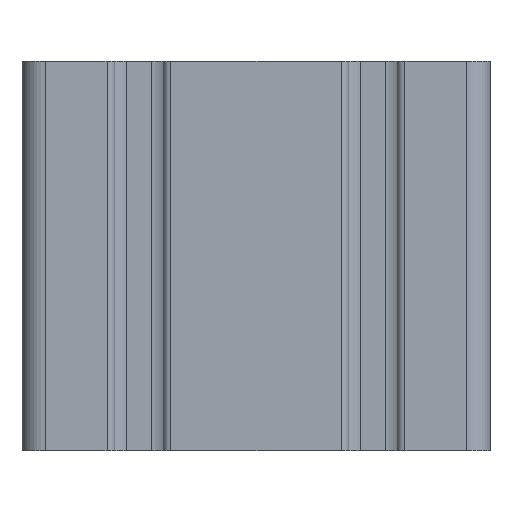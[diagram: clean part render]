
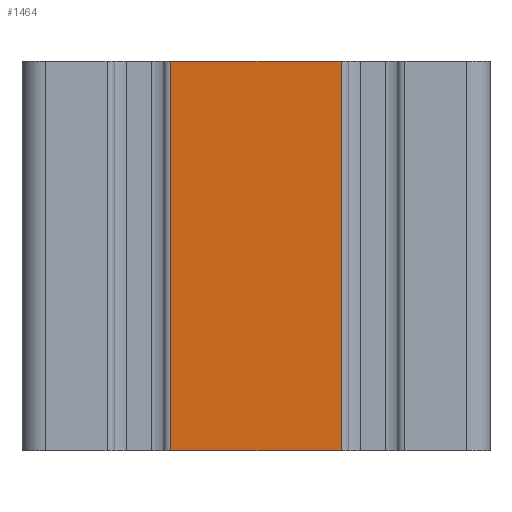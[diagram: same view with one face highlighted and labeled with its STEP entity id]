
A CAD part, front view. The second image highlights one B-rep face of the part: STEP entity #1464.
In plain terms, the highlighted planar face has unit normal (0, -1, 0).
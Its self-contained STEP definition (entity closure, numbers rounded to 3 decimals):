
#32 = CARTESIAN_POINT ( 'NONE',  ( 10.9, -15., -25. ) ) ;
#405 = VERTEX_POINT ( 'NONE', #32 ) ;
#581 = VECTOR ( 'NONE', #1164, 1000. ) ;
#788 = DIRECTION ( 'NONE',  ( 1., 0., 0. ) ) ;
#829 = PLANE ( 'NONE',  #2775 ) ;
#850 = VERTEX_POINT ( 'NONE', #3369 ) ;
#865 = CARTESIAN_POINT ( 'NONE',  ( -10.9, -15., 25. ) ) ;
#966 = CARTESIAN_POINT ( 'NONE',  ( -10.9, -15., -25. ) ) ;
#1062 = CARTESIAN_POINT ( 'NONE',  ( 10.9, -15., 25. ) ) ;
#1130 = FACE_OUTER_BOUND ( 'NONE', #1451, .T. ) ;
#1164 = DIRECTION ( 'NONE',  ( 0., 0., -1. ) ) ;
#1191 = DIRECTION ( 'NONE',  ( 0., 1., 0. ) ) ;
#1196 = ORIENTED_EDGE ( 'NONE', *, *, #4230, .F. ) ;
#1216 = DIRECTION ( 'NONE',  ( -1., 0., 0. ) ) ;
#1394 = CARTESIAN_POINT ( 'NONE',  ( 10.9, -15., -25. ) ) ;
#1451 = EDGE_LOOP ( 'NONE', ( #2591, #1196, #1550, #3801 ) ) ;
#1464 = ADVANCED_FACE ( 'NONE', ( #1130 ), #829, .F. ) ;
#1492 = LINE ( 'NONE', #865, #581 ) ;
#1550 = ORIENTED_EDGE ( 'NONE', *, *, #2721, .F. ) ;
#1638 = CARTESIAN_POINT ( 'NONE',  ( 10.9, -15., 25. ) ) ;
#2285 = LINE ( 'NONE', #1638, #3638 ) ;
#2412 = LINE ( 'NONE', #1394, #3778 ) ;
#2434 = LINE ( 'NONE', #1062, #3294 ) ;
#2591 = ORIENTED_EDGE ( 'NONE', *, *, #4149, .T. ) ;
#2716 = CARTESIAN_POINT ( 'NONE',  ( 10.9, -15., 25. ) ) ;
#2721 = EDGE_CURVE ( 'NONE', #850, #3428, #2285, .T. ) ;
#2775 = AXIS2_PLACEMENT_3D ( 'NONE', #3165, #1191, #1216 ) ;
#2922 = DIRECTION ( 'NONE',  ( 1., 0., 0. ) ) ;
#3165 = CARTESIAN_POINT ( 'NONE',  ( 10.9, -15., 25. ) ) ;
#3294 = VECTOR ( 'NONE', #3772, 1000. ) ;
#3369 = CARTESIAN_POINT ( 'NONE',  ( -10.9, -15., 25. ) ) ;
#3428 = VERTEX_POINT ( 'NONE', #2716 ) ;
#3626 = EDGE_CURVE ( 'NONE', #850, #3819, #1492, .T. ) ;
#3638 = VECTOR ( 'NONE', #2922, 1000. ) ;
#3772 = DIRECTION ( 'NONE',  ( 0., 0., -1. ) ) ;
#3778 = VECTOR ( 'NONE', #788, 1000. ) ;
#3801 = ORIENTED_EDGE ( 'NONE', *, *, #3626, .T. ) ;
#3819 = VERTEX_POINT ( 'NONE', #966 ) ;
#4149 = EDGE_CURVE ( 'NONE', #3819, #405, #2412, .T. ) ;
#4230 = EDGE_CURVE ( 'NONE', #3428, #405, #2434, .T. ) ;
